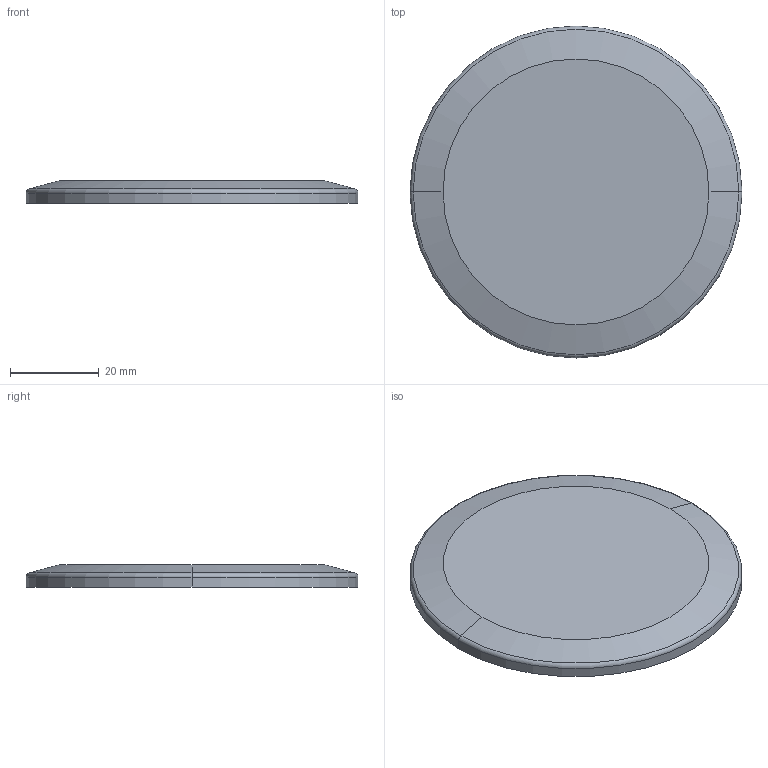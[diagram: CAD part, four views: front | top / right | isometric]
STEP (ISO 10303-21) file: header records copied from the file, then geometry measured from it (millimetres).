
FILE_DESCRIPTION (( 'STEP AP214' ), '1' );
FILE_NAME ('120FBL050.step', '2017-07-06T09:31:34', ( 'install' ), ( '' ), 'SwSTEP 2.0', 'SolidWorks 2015', '' );
FILE_SCHEMA (( 'AUTOMOTIVE_DESIGN' ));
Length unit declared in the file: millimetre
Products named in the file (1): 120FBL050
Bounding box: 75 x 75 x 5 mm (x, y, z)
Volume: 18564.8 mm3; surface area: 10251.1 mm2
Topology: 1 solids, 1 shells, 18 faces, 34 edges, 20 vertices
Faces by surface type: torus 6, cylinder 6, plane 4, cone 2
Entity records: 494 total; most frequent: DIRECTION 98, CARTESIAN_POINT 73, ORIENTED_EDGE 68, AXIS2_PLACEMENT_3D 45, EDGE_CURVE 34, CIRCLE 26, VERTEX_POINT 20, EDGE_LOOP 20
